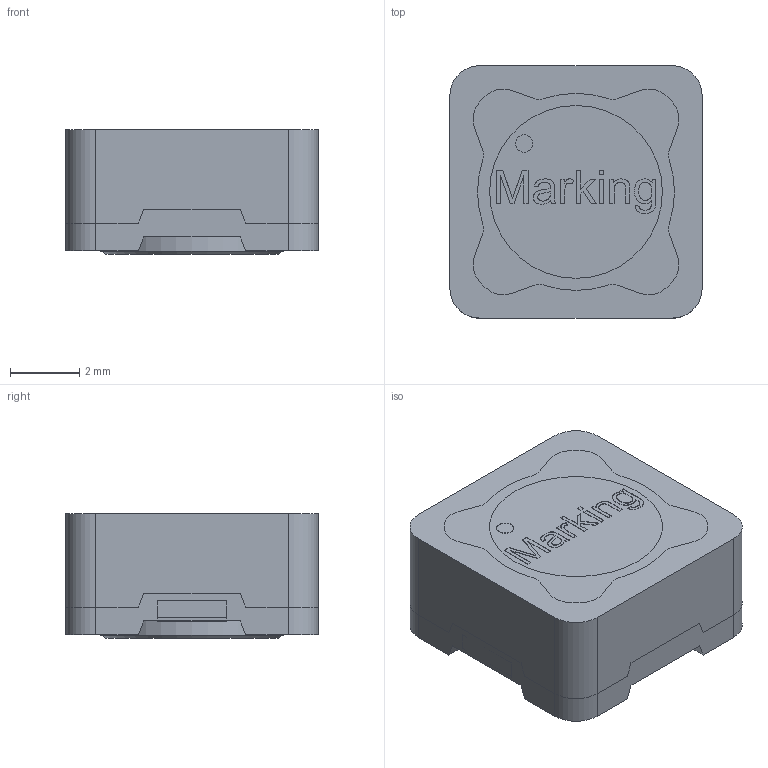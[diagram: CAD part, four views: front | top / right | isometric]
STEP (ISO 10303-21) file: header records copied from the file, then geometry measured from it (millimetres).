
FILE_DESCRIPTION( ( 'Unknown' ), '1' );
FILE_NAME( '7332_metal base_744778xxx.stp', 'Unknown', ( 'Unknown' ), ( 'Unknown' ), 'PSStep 19.0.9', 'Unknown', ' ' );
FILE_SCHEMA( ( 'AUTOMOTIVE_DESIGN { 1 0 10303 214 1 1 1 1 }' ) );
Length unit declared in the file: millimetre
Products named in the file (8): Assem1; Ring; Core; Base; Glue
Assembly tree (7 placements, depth 2):
  Assem1
    Ring
    Core
    Base
    Base
    Glue
    Glue
    Glue
Bounding box: 7.3 x 7.3 x 3.6 mm (x, y, z)
Surface area: 721.2 mm2
Topology: 7 solids, 7 shells, 479 faces, 1310 edges, 860 vertices
Faces by surface type: plane 288, cylinder 118, cone 37, extrusion 32, bspline 4
Full cylindrical faces by diameter (mm): 0.5 x2, 2.6 x1, 2.8 x1, 5.3 x5
Entity records: 20234 total; most frequent: CARTESIAN_POINT 4487, ORIENTED_EDGE 2556, DIRECTION 2250, EDGE_CURVE 1278, VERTEX_POINT 860, VECTOR 760, AXIS2_PLACEMENT_3D 745, LINE 728
